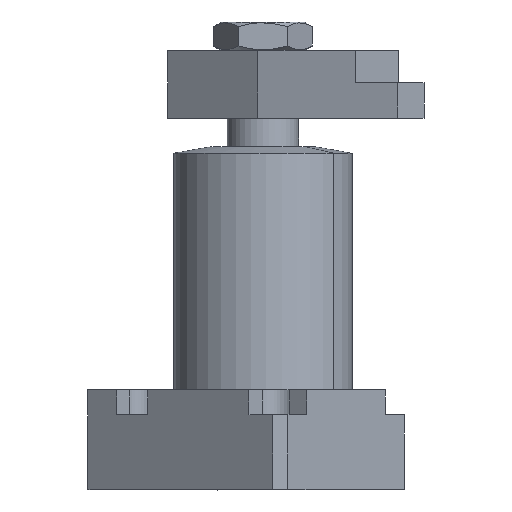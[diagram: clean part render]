
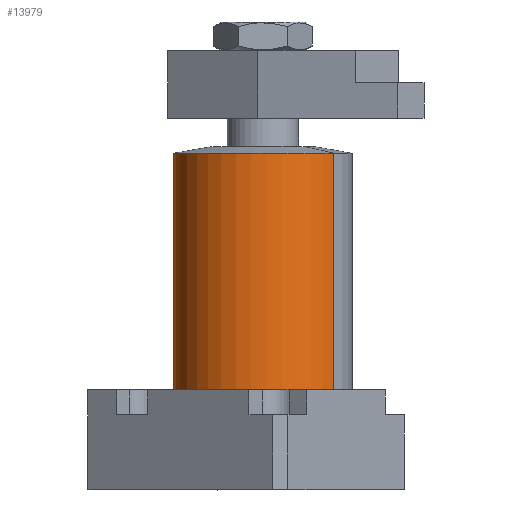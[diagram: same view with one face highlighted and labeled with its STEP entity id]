
A CAD part, top view. The second image highlights one B-rep face of the part: STEP entity #13979.
In plain terms, the highlighted cylindrical face has radius 25 mm (diameter 50 mm), a partial arc.
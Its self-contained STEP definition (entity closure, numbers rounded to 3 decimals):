
#200 = CARTESIAN_POINT ( 'NONE',  ( 0., 0., 1.763 ) ) ;
#1428 = EDGE_CURVE ( 'NONE', #8521, #14248, #10227, .T. ) ;
#1792 = DIRECTION ( 'NONE',  ( 1., 0., 0. ) ) ;
#3321 = EDGE_CURVE ( 'NONE', #14248, #8799, #7921, .T. ) ;
#4248 = CARTESIAN_POINT ( 'NONE',  ( 25., 0., 1.763 ) ) ;
#4887 = ORIENTED_EDGE ( 'NONE', *, *, #9585, .T. ) ;
#4948 = CARTESIAN_POINT ( 'NONE',  ( -25., 0., 68. ) ) ;
#5038 = CARTESIAN_POINT ( 'NONE',  ( 0., 0., 68. ) ) ;
#5587 = CYLINDRICAL_SURFACE ( 'NONE', #17549, 25. ) ;
#5917 = CARTESIAN_POINT ( 'NONE',  ( 25., 0., 68. ) ) ;
#7717 = EDGE_CURVE ( 'NONE', #8057, #8521, #19474, .T. ) ;
#7921 = CIRCLE ( 'NONE', #16540, 25. ) ;
#8057 = VERTEX_POINT ( 'NONE', #4948 ) ;
#8362 = CARTESIAN_POINT ( 'NONE',  ( -25., 0., 1.763 ) ) ;
#8521 = VERTEX_POINT ( 'NONE', #5917 ) ;
#8544 = DIRECTION ( 'NONE',  ( 0., 0., 1. ) ) ;
#8799 = VERTEX_POINT ( 'NONE', #8362 ) ;
#8859 = DIRECTION ( 'NONE',  ( 0., 0., -1. ) ) ;
#9020 = VECTOR ( 'NONE', #8859, 1000. ) ;
#9585 = EDGE_CURVE ( 'NONE', #8057, #8799, #17445, .T. ) ;
#10227 = LINE ( 'NONE', #19817, #14445 ) ;
#11322 = DIRECTION ( 'NONE',  ( 0., 0., -1. ) ) ;
#11895 = AXIS2_PLACEMENT_3D ( 'NONE', #18023, #8544, #19623 ) ;
#12832 = DIRECTION ( 'NONE',  ( 0., 0., -1. ) ) ;
#13979 = ADVANCED_FACE ( 'NONE', ( #18767 ), #5587, .T. ) ;
#14248 = VERTEX_POINT ( 'NONE', #4248 ) ;
#14445 = VECTOR ( 'NONE', #12832, 1000. ) ;
#14473 = ORIENTED_EDGE ( 'NONE', *, *, #3321, .F. ) ;
#16138 = DIRECTION ( 'NONE',  ( -1., 0., 0. ) ) ;
#16419 = ORIENTED_EDGE ( 'NONE', *, *, #7717, .F. ) ;
#16540 = AXIS2_PLACEMENT_3D ( 'NONE', #200, #11322, #1792 ) ;
#17445 = LINE ( 'NONE', #19922, #9020 ) ;
#17549 = AXIS2_PLACEMENT_3D ( 'NONE', #5038, #19205, #16138 ) ;
#18023 = CARTESIAN_POINT ( 'NONE',  ( 0., 0., 68. ) ) ;
#18734 = EDGE_LOOP ( 'NONE', ( #18870, #16419, #4887, #14473 ) ) ;
#18767 = FACE_OUTER_BOUND ( 'NONE', #18734, .T. ) ;
#18870 = ORIENTED_EDGE ( 'NONE', *, *, #1428, .F. ) ;
#19205 = DIRECTION ( 'NONE',  ( 0., 0., -1. ) ) ;
#19474 = CIRCLE ( 'NONE', #11895, 25. ) ;
#19623 = DIRECTION ( 'NONE',  ( 1., 0., 0. ) ) ;
#19817 = CARTESIAN_POINT ( 'NONE',  ( 25., 0., 68. ) ) ;
#19922 = CARTESIAN_POINT ( 'NONE',  ( -25., 0., 68. ) ) ;
